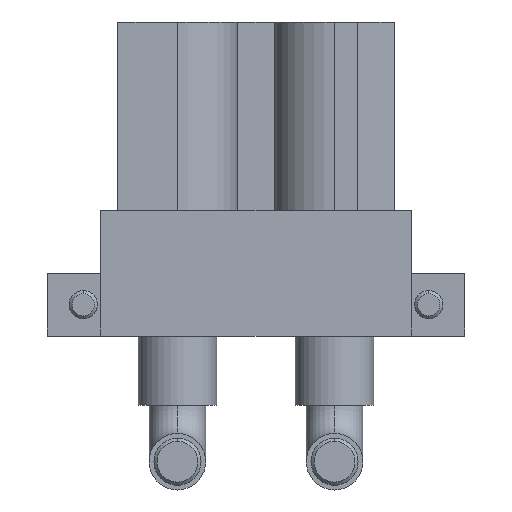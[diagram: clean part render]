
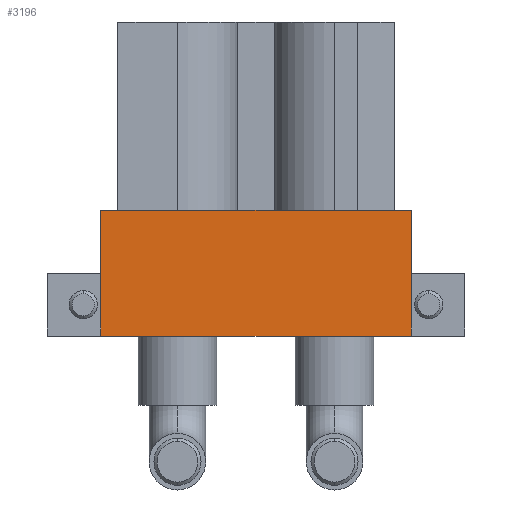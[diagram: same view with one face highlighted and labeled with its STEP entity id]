
A CAD part, front view. The second image highlights one B-rep face of the part: STEP entity #3196.
In plain terms, the highlighted planar face has unit normal (0, -1, 0).
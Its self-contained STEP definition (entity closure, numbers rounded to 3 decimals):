
#13 = CARTESIAN_POINT ( 'NONE',  ( 4.95, -2.5, -2. ) ) ;
#100 = VERTEX_POINT ( 'NONE', #897 ) ;
#365 = CARTESIAN_POINT ( 'NONE',  ( -4.95, -2.5, 0. ) ) ;
#548 = ORIENTED_EDGE ( 'NONE', *, *, #1986, .F. ) ;
#559 = ORIENTED_EDGE ( 'NONE', *, *, #1018, .F. ) ;
#606 = LINE ( 'NONE', #1081, #714 ) ;
#685 = VERTEX_POINT ( 'NONE', #2862 ) ;
#714 = VECTOR ( 'NONE', #3024, 1000. ) ;
#783 = FACE_OUTER_BOUND ( 'NONE', #2566, .T. ) ;
#897 = CARTESIAN_POINT ( 'NONE',  ( -4.95, -2.5, 0. ) ) ;
#919 = VECTOR ( 'NONE', #1730, 1000. ) ;
#966 = DIRECTION ( 'NONE',  ( 0., 1., 0. ) ) ;
#989 = CARTESIAN_POINT ( 'NONE',  ( -4.95, -2.5, -4. ) ) ;
#1018 = EDGE_CURVE ( 'NONE', #1115, #685, #2280, .T. ) ;
#1081 = CARTESIAN_POINT ( 'NONE',  ( -4.95, -2.5, -4. ) ) ;
#1088 = VECTOR ( 'NONE', #1227, 1000. ) ;
#1115 = VERTEX_POINT ( 'NONE', #3110 ) ;
#1122 = LINE ( 'NONE', #365, #2388 ) ;
#1227 = DIRECTION ( 'NONE',  ( 0., 0., -1. ) ) ;
#1241 = ORIENTED_EDGE ( 'NONE', *, *, #2864, .F. ) ;
#1275 = DIRECTION ( 'NONE',  ( 0., 0., 1. ) ) ;
#1449 = VECTOR ( 'NONE', #1275, 1000. ) ;
#1566 = DIRECTION ( 'NONE',  ( -1., 0., 0. ) ) ;
#1580 = VECTOR ( 'NONE', #1566, 1000. ) ;
#1613 = VERTEX_POINT ( 'NONE', #2372 ) ;
#1714 = CARTESIAN_POINT ( 'NONE',  ( 0., -2.5, 0. ) ) ;
#1730 = DIRECTION ( 'NONE',  ( 0., 0., -1. ) ) ;
#1744 = ORIENTED_EDGE ( 'NONE', *, *, #2279, .F. ) ;
#1746 = CARTESIAN_POINT ( 'NONE',  ( 4.95, -2.5, -4. ) ) ;
#1777 = DIRECTION ( 'NONE',  ( 0., 0., 1. ) ) ;
#1986 = EDGE_CURVE ( 'NONE', #685, #2642, #606, .T. ) ;
#2033 = LINE ( 'NONE', #1746, #919 ) ;
#2097 = CARTESIAN_POINT ( 'NONE',  ( -4.95, -2.5, -4. ) ) ;
#2248 = CARTESIAN_POINT ( 'NONE',  ( 4.95, -2.5, -4. ) ) ;
#2279 = EDGE_CURVE ( 'NONE', #2642, #100, #2494, .T. ) ;
#2280 = LINE ( 'NONE', #2097, #1580 ) ;
#2294 = VERTEX_POINT ( 'NONE', #13 ) ;
#2305 = EDGE_CURVE ( 'NONE', #1613, #2294, #2474, .T. ) ;
#2333 = CARTESIAN_POINT ( 'NONE',  ( -4.95, -2.5, -2. ) ) ;
#2372 = CARTESIAN_POINT ( 'NONE',  ( 4.95, -2.5, 0. ) ) ;
#2388 = VECTOR ( 'NONE', #2801, 1000. ) ;
#2448 = ORIENTED_EDGE ( 'NONE', *, *, #2944, .F. ) ;
#2474 = LINE ( 'NONE', #2248, #1088 ) ;
#2494 = LINE ( 'NONE', #989, #1449 ) ;
#2502 = PLANE ( 'NONE',  #2590 ) ;
#2566 = EDGE_LOOP ( 'NONE', ( #548, #559, #1241, #2799, #2448, #1744 ) ) ;
#2590 = AXIS2_PLACEMENT_3D ( 'NONE', #1714, #966, #1777 ) ;
#2642 = VERTEX_POINT ( 'NONE', #2333 ) ;
#2799 = ORIENTED_EDGE ( 'NONE', *, *, #2305, .F. ) ;
#2801 = DIRECTION ( 'NONE',  ( 1., 0., 0. ) ) ;
#2862 = CARTESIAN_POINT ( 'NONE',  ( -4.95, -2.5, -4. ) ) ;
#2864 = EDGE_CURVE ( 'NONE', #2294, #1115, #2033, .T. ) ;
#2944 = EDGE_CURVE ( 'NONE', #100, #1613, #1122, .T. ) ;
#3024 = DIRECTION ( 'NONE',  ( 0., 0., 1. ) ) ;
#3110 = CARTESIAN_POINT ( 'NONE',  ( 4.95, -2.5, -4. ) ) ;
#3196 = ADVANCED_FACE ( 'NONE', ( #783 ), #2502, .F. ) ;
